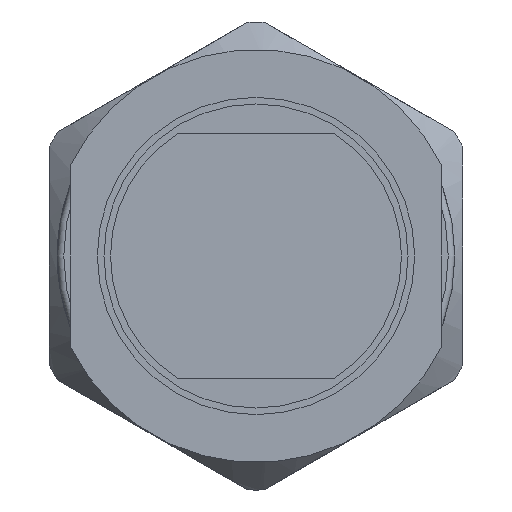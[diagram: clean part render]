
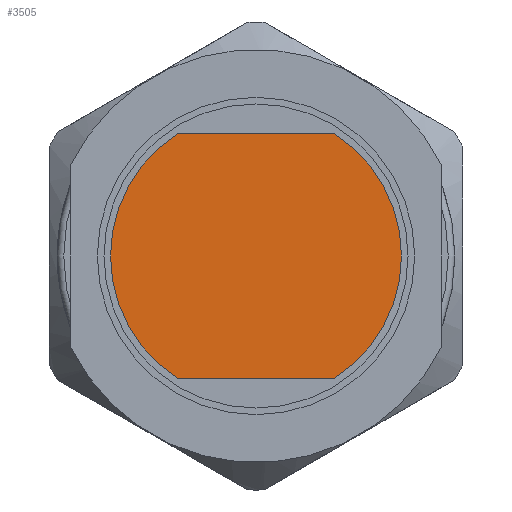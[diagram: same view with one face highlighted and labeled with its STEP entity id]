
A CAD part, front view. The second image highlights one B-rep face of the part: STEP entity #3505.
In plain terms, the highlighted planar face has unit normal (0, -1, 0).
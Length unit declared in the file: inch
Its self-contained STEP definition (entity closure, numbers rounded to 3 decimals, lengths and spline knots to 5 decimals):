
#8 = CARTESIAN_POINT ( 'NONE',  ( 0., -0.087, 0.0925 ) ) ;
#68 = CARTESIAN_POINT ( 'NONE',  ( -0.05953, -0.087, 0.0925 ) ) ;
#78 = EDGE_CURVE ( 'NONE', #1636, #3164, #1516, .T. ) ;
#126 = CIRCLE ( 'NONE', #357, 0.11 ) ;
#140 = ORIENTED_EDGE ( 'NONE', *, *, #78, .T. ) ;
#274 = FACE_OUTER_BOUND ( 'NONE', #761, .T. ) ;
#328 = DIRECTION ( 'NONE',  ( 1., 0., 0. ) ) ;
#329 = DIRECTION ( 'NONE',  ( -1., 0., 0. ) ) ;
#335 = CARTESIAN_POINT ( 'NONE',  ( 0., -0.087, 0. ) ) ;
#357 = AXIS2_PLACEMENT_3D ( 'NONE', #335, #3118, #584 ) ;
#520 = DIRECTION ( 'NONE',  ( 0., 0., -1. ) ) ;
#544 = CARTESIAN_POINT ( 'NONE',  ( 0., -0.087, -0.0925 ) ) ;
#584 = DIRECTION ( 'NONE',  ( 1., 0., 0. ) ) ;
#630 = VECTOR ( 'NONE', #329, 39.37008 ) ;
#670 = DIRECTION ( 'NONE',  ( 1., 0., 0. ) ) ;
#761 = EDGE_LOOP ( 'NONE', ( #2386, #1742, #140, #2227 ) ) ;
#946 = AXIS2_PLACEMENT_3D ( 'NONE', #3138, #1137, #670 ) ;
#1054 = EDGE_CURVE ( 'NONE', #1205, #1636, #1683, .T. ) ;
#1137 = DIRECTION ( 'NONE',  ( 0., -1., 0. ) ) ;
#1205 = VERTEX_POINT ( 'NONE', #2676 ) ;
#1209 = CARTESIAN_POINT ( 'NONE',  ( 0.05953, -0.087, -0.0925 ) ) ;
#1516 = CIRCLE ( 'NONE', #946, 0.11 ) ;
#1636 = VERTEX_POINT ( 'NONE', #1209 ) ;
#1683 = LINE ( 'NONE', #544, #2946 ) ;
#1742 = ORIENTED_EDGE ( 'NONE', *, *, #1054, .T. ) ;
#1832 = CARTESIAN_POINT ( 'NONE',  ( 0., -0.087, 0. ) ) ;
#2063 = VERTEX_POINT ( 'NONE', #68 ) ;
#2164 = PLANE ( 'NONE',  #3516 ) ;
#2227 = ORIENTED_EDGE ( 'NONE', *, *, #2491, .T. ) ;
#2310 = CARTESIAN_POINT ( 'NONE',  ( 0.05953, -0.087, 0.0925 ) ) ;
#2386 = ORIENTED_EDGE ( 'NONE', *, *, #2923, .T. ) ;
#2491 = EDGE_CURVE ( 'NONE', #3164, #2063, #2822, .T. ) ;
#2676 = CARTESIAN_POINT ( 'NONE',  ( -0.05953, -0.087, -0.0925 ) ) ;
#2822 = LINE ( 'NONE', #8, #630 ) ;
#2923 = EDGE_CURVE ( 'NONE', #2063, #1205, #126, .T. ) ;
#2946 = VECTOR ( 'NONE', #328, 39.37008 ) ;
#3118 = DIRECTION ( 'NONE',  ( 0., -1., 0. ) ) ;
#3138 = CARTESIAN_POINT ( 'NONE',  ( 0., -0.087, 0. ) ) ;
#3164 = VERTEX_POINT ( 'NONE', #2310 ) ;
#3253 = DIRECTION ( 'NONE',  ( 0., -1., 0. ) ) ;
#3505 = ADVANCED_FACE ( 'NONE', ( #274 ), #2164, .T. ) ;
#3516 = AXIS2_PLACEMENT_3D ( 'NONE', #1832, #3253, #520 ) ;
